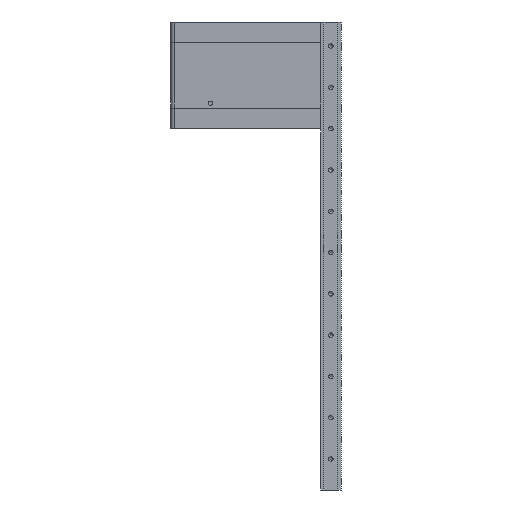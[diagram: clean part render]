
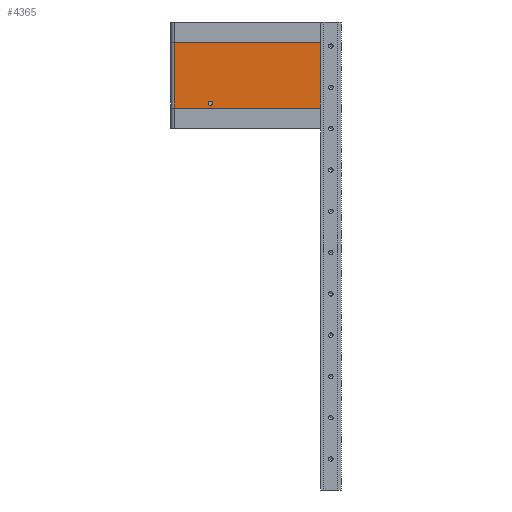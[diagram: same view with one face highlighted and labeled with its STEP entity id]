
A CAD part, left-side view. The second image highlights one B-rep face of the part: STEP entity #4365.
In plain terms, the highlighted planar face has unit normal (-1, 0, 0).
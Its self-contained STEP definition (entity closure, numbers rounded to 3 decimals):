
#77 = PLANE('',#78);
#78 = AXIS2_PLACEMENT_3D('',#79,#80,#81);
#79 = CARTESIAN_POINT('',(-62.5,-155.,0.));
#80 = DIRECTION('',(-1.,0.,0.));
#81 = DIRECTION('',(0.,1.,0.));
#105 = PLANE('',#106);
#106 = AXIS2_PLACEMENT_3D('',#107,#108,#109);
#107 = CARTESIAN_POINT('',(70.,-155.,-185.));
#108 = DIRECTION('',(0.,1.,0.));
#109 = DIRECTION('',(0.,0.,1.));
#980 = VERTEX_POINT('',#981);
#981 = CARTESIAN_POINT('',(-62.5,57.5,30.));
#998 = CYLINDRICAL_SURFACE('',#999,5.);
#999 = AXIS2_PLACEMENT_3D('',#1000,#1001,#1002);
#1000 = CARTESIAN_POINT('',(-57.5,57.5,125.));
#1001 = DIRECTION('',(0.,0.,-1.));
#1002 = DIRECTION('',(-1.,-0.,-0.));
#1058 = VERTEX_POINT('',#1059);
#1059 = CARTESIAN_POINT('',(-62.5,-155.,30.));
#1080 = EDGE_CURVE('',#1058,#980,#1081,.T.);
#1081 = SURFACE_CURVE('',#1082,(#1086,#1093),.PCURVE_S1.);
#1082 = LINE('',#1083,#1084);
#1083 = CARTESIAN_POINT('',(-62.5,-155.,30.));
#1084 = VECTOR('',#1085,1.);
#1085 = DIRECTION('',(0.,1.,0.));
#1086 = PCURVE('',#77,#1087);
#1087 = DEFINITIONAL_REPRESENTATION('',(#1088),#1092);
#1088 = LINE('',#1089,#1090);
#1089 = CARTESIAN_POINT('',(0.,-30.));
#1090 = VECTOR('',#1091,1.);
#1091 = DIRECTION('',(1.,0.));
#1092 = ( GEOMETRIC_REPRESENTATION_CONTEXT(2) 
PARAMETRIC_REPRESENTATION_CONTEXT() REPRESENTATION_CONTEXT('2D SPACE',''
  ) );
#1093 = PCURVE('',#1094,#1099);
#1094 = PLANE('',#1095);
#1095 = AXIS2_PLACEMENT_3D('',#1096,#1097,#1098);
#1096 = CARTESIAN_POINT('',(-62.5,-155.,125.));
#1097 = DIRECTION('',(1.,0.,0.));
#1098 = DIRECTION('',(0.,1.,0.));
#1099 = DEFINITIONAL_REPRESENTATION('',(#1100),#1104);
#1100 = LINE('',#1101,#1102);
#1101 = CARTESIAN_POINT('',(0.,-95.));
#1102 = VECTOR('',#1103,1.);
#1103 = DIRECTION('',(1.,0.));
#1104 = ( GEOMETRIC_REPRESENTATION_CONTEXT(2) 
PARAMETRIC_REPRESENTATION_CONTEXT() REPRESENTATION_CONTEXT('2D SPACE',''
  ) );
#1274 = VERTEX_POINT('',#1275);
#1275 = CARTESIAN_POINT('',(-62.5,-155.,125.));
#1289 = PLANE('',#1290);
#1290 = AXIS2_PLACEMENT_3D('',#1291,#1292,#1293);
#1291 = CARTESIAN_POINT('',(-62.5,-155.,125.));
#1292 = DIRECTION('',(-1.,0.,0.));
#1293 = DIRECTION('',(0.,1.,0.));
#1301 = EDGE_CURVE('',#1274,#1058,#1302,.T.);
#1302 = SURFACE_CURVE('',#1303,(#1307,#1314),.PCURVE_S1.);
#1303 = LINE('',#1304,#1305);
#1304 = CARTESIAN_POINT('',(-62.5,-155.,125.));
#1305 = VECTOR('',#1306,1.);
#1306 = DIRECTION('',(0.,0.,-1.));
#1307 = PCURVE('',#105,#1308);
#1308 = DEFINITIONAL_REPRESENTATION('',(#1309),#1313);
#1309 = LINE('',#1310,#1311);
#1310 = CARTESIAN_POINT('',(310.,-132.5));
#1311 = VECTOR('',#1312,1.);
#1312 = DIRECTION('',(-1.,0.));
#1313 = ( GEOMETRIC_REPRESENTATION_CONTEXT(2) 
PARAMETRIC_REPRESENTATION_CONTEXT() REPRESENTATION_CONTEXT('2D SPACE',''
  ) );
#1314 = PCURVE('',#1094,#1315);
#1315 = DEFINITIONAL_REPRESENTATION('',(#1316),#1320);
#1316 = LINE('',#1317,#1318);
#1317 = CARTESIAN_POINT('',(0.,0.));
#1318 = VECTOR('',#1319,1.);
#1319 = DIRECTION('',(0.,-1.));
#1320 = ( GEOMETRIC_REPRESENTATION_CONTEXT(2) 
PARAMETRIC_REPRESENTATION_CONTEXT() REPRESENTATION_CONTEXT('2D SPACE',''
  ) );
#4320 = VERTEX_POINT('',#4321);
#4321 = CARTESIAN_POINT('',(-62.5,57.5,125.));
#4345 = EDGE_CURVE('',#4320,#980,#4346,.T.);
#4346 = SURFACE_CURVE('',#4347,(#4351,#4358),.PCURVE_S1.);
#4347 = LINE('',#4348,#4349);
#4348 = CARTESIAN_POINT('',(-62.5,57.5,125.));
#4349 = VECTOR('',#4350,1.);
#4350 = DIRECTION('',(0.,0.,-1.));
#4351 = PCURVE('',#998,#4352);
#4352 = DEFINITIONAL_REPRESENTATION('',(#4353),#4357);
#4353 = LINE('',#4354,#4355);
#4354 = CARTESIAN_POINT('',(0.,0.));
#4355 = VECTOR('',#4356,1.);
#4356 = DIRECTION('',(0.,1.));
#4357 = ( GEOMETRIC_REPRESENTATION_CONTEXT(2) 
PARAMETRIC_REPRESENTATION_CONTEXT() REPRESENTATION_CONTEXT('2D SPACE',''
  ) );
#4358 = PCURVE('',#1094,#4359);
#4359 = DEFINITIONAL_REPRESENTATION('',(#4360),#4364);
#4360 = LINE('',#4361,#4362);
#4361 = CARTESIAN_POINT('',(212.5,0.));
#4362 = VECTOR('',#4363,1.);
#4363 = DIRECTION('',(0.,-1.));
#4364 = ( GEOMETRIC_REPRESENTATION_CONTEXT(2) 
PARAMETRIC_REPRESENTATION_CONTEXT() REPRESENTATION_CONTEXT('2D SPACE',''
  ) );
#4365 = ADVANCED_FACE('',(#4366,#4392),#1094,.F.);
#4366 = FACE_BOUND('',#4367,.F.);
#4367 = EDGE_LOOP('',(#4368,#4389,#4390,#4391));
#4368 = ORIENTED_EDGE('',*,*,#4369,.F.);
#4369 = EDGE_CURVE('',#1274,#4320,#4370,.T.);
#4370 = SURFACE_CURVE('',#4371,(#4375,#4382),.PCURVE_S1.);
#4371 = LINE('',#4372,#4373);
#4372 = CARTESIAN_POINT('',(-62.5,-155.,125.));
#4373 = VECTOR('',#4374,1.);
#4374 = DIRECTION('',(0.,1.,0.));
#4375 = PCURVE('',#1094,#4376);
#4376 = DEFINITIONAL_REPRESENTATION('',(#4377),#4381);
#4377 = LINE('',#4378,#4379);
#4378 = CARTESIAN_POINT('',(0.,0.));
#4379 = VECTOR('',#4380,1.);
#4380 = DIRECTION('',(1.,0.));
#4381 = ( GEOMETRIC_REPRESENTATION_CONTEXT(2) 
PARAMETRIC_REPRESENTATION_CONTEXT() REPRESENTATION_CONTEXT('2D SPACE',''
  ) );
#4382 = PCURVE('',#1289,#4383);
#4383 = DEFINITIONAL_REPRESENTATION('',(#4384),#4388);
#4384 = LINE('',#4385,#4386);
#4385 = CARTESIAN_POINT('',(0.,0.));
#4386 = VECTOR('',#4387,1.);
#4387 = DIRECTION('',(1.,0.));
#4388 = ( GEOMETRIC_REPRESENTATION_CONTEXT(2) 
PARAMETRIC_REPRESENTATION_CONTEXT() REPRESENTATION_CONTEXT('2D SPACE',''
  ) );
#4389 = ORIENTED_EDGE('',*,*,#1301,.T.);
#4390 = ORIENTED_EDGE('',*,*,#1080,.T.);
#4391 = ORIENTED_EDGE('',*,*,#4345,.F.);
#4392 = FACE_BOUND('',#4393,.F.);
#4393 = EDGE_LOOP('',(#4394));
#4394 = ORIENTED_EDGE('',*,*,#4395,.T.);
#4395 = EDGE_CURVE('',#4396,#4396,#4398,.T.);
#4396 = VERTEX_POINT('',#4397);
#4397 = CARTESIAN_POINT('',(-62.5,1.8,37.));
#4398 = SURFACE_CURVE('',#4399,(#4404,#4415),.PCURVE_S1.);
#4399 = CIRCLE('',#4400,3.2);
#4400 = AXIS2_PLACEMENT_3D('',#4401,#4402,#4403);
#4401 = CARTESIAN_POINT('',(-62.5,5.,37.));
#4402 = DIRECTION('',(-1.,0.,0.));
#4403 = DIRECTION('',(0.,-1.,0.));
#4404 = PCURVE('',#1094,#4405);
#4405 = DEFINITIONAL_REPRESENTATION('',(#4406),#4414);
#4406 = ( BOUNDED_CURVE() B_SPLINE_CURVE(2,(#4407,#4408,#4409,#4410,
#4411,#4412,#4413),.UNSPECIFIED.,.T.,.F.) B_SPLINE_CURVE_WITH_KNOTS((1,2
    ,2,2,2,1),(-2.094,0.,2.094,4.189,
6.283,8.378),.UNSPECIFIED.) CURVE() 
GEOMETRIC_REPRESENTATION_ITEM() RATIONAL_B_SPLINE_CURVE((1.,0.5,1.,0.5,
1.,0.5,1.)) REPRESENTATION_ITEM('') );
#4407 = CARTESIAN_POINT('',(156.8,-88.));
#4408 = CARTESIAN_POINT('',(156.8,-82.457));
#4409 = CARTESIAN_POINT('',(161.6,-85.229));
#4410 = CARTESIAN_POINT('',(166.4,-88.));
#4411 = CARTESIAN_POINT('',(161.6,-90.771));
#4412 = CARTESIAN_POINT('',(156.8,-93.543));
#4413 = CARTESIAN_POINT('',(156.8,-88.));
#4414 = ( GEOMETRIC_REPRESENTATION_CONTEXT(2) 
PARAMETRIC_REPRESENTATION_CONTEXT() REPRESENTATION_CONTEXT('2D SPACE',''
  ) );
#4415 = PCURVE('',#4416,#4421);
#4416 = CYLINDRICAL_SURFACE('',#4417,3.2);
#4417 = AXIS2_PLACEMENT_3D('',#4418,#4419,#4420);
#4418 = CARTESIAN_POINT('',(-62.5,5.,37.));
#4419 = DIRECTION('',(-1.,0.,0.));
#4420 = DIRECTION('',(0.,-1.,0.));
#4421 = DEFINITIONAL_REPRESENTATION('',(#4422),#4426);
#4422 = LINE('',#4423,#4424);
#4423 = CARTESIAN_POINT('',(0.,0.));
#4424 = VECTOR('',#4425,1.);
#4425 = DIRECTION('',(1.,0.));
#4426 = ( GEOMETRIC_REPRESENTATION_CONTEXT(2) 
PARAMETRIC_REPRESENTATION_CONTEXT() REPRESENTATION_CONTEXT('2D SPACE',''
  ) );
